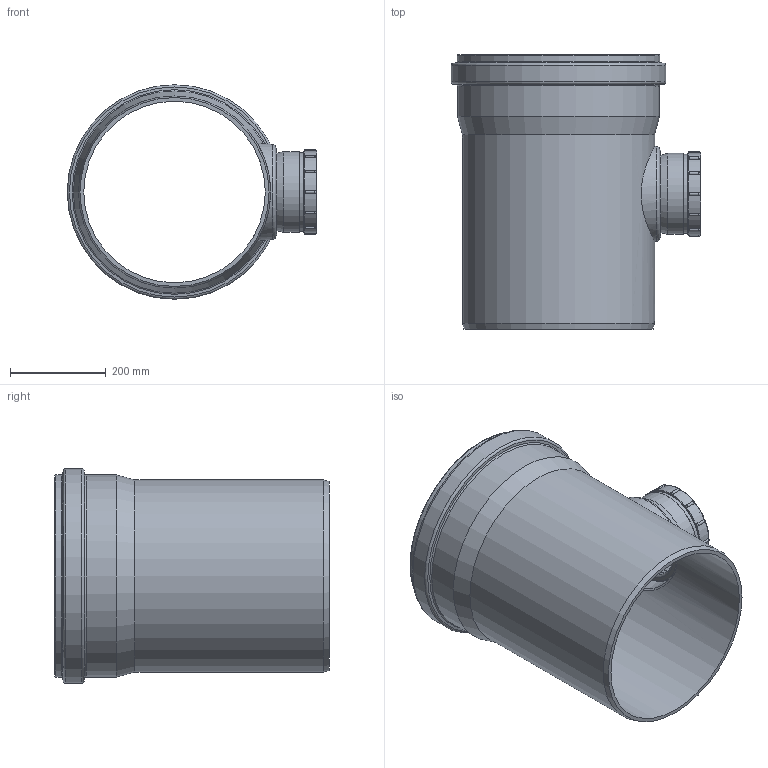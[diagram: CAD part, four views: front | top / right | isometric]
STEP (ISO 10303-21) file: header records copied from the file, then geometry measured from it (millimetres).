
FILE_DESCRIPTION(/* description */ (''),/* implementation_level */ '2;1');
FILE_NAME(/* name */ '826600 KGRE Reinigungsrohr, rund DN_OD 400.stp',/* time_stamp */ '2017-05-22T13:46:29+02:00',/* author */ ('user1'),/* organization */ (''),/* preprocessor_version */ 'ST-DEVELOPER v16.1',/* originating_system */ 'Autodesk Inventor 2016',/* authorisation */ '');
FILE_SCHEMA (('AUTOMOTIVE_DESIGN { 1 0 10303 214 3 1 1 }'));
Length unit declared in the file: millimetre
Products named in the file (5): 826600 KGRE Reinigungsrohr, rund DN_OD 400; 826600 KGRE Reinigungsrohr, rund DN_OD 400 Dichtung; 826600 KGRE Reinigungsrohr, rund DN_OD 400 Abzweig; 826600 KGRE Reinigungsrohr, rund DN_OD 400 Deckel; 826600 KGRE Reinigungsrohr, rund DN_OD 400_1
Assembly tree (4 placements, depth 2):
  826600 KGRE Reinigungsrohr, rund DN_OD 400_1
    826600 KGRE Reinigungsrohr, rund DN_OD 400
    826600 KGRE Reinigungsrohr, rund DN_OD 400 Dichtung
    826600 KGRE Reinigungsrohr, rund DN_OD 400 Abzweig
    826600 KGRE Reinigungsrohr, rund DN_OD 400 Deckel
Bounding box: 520 x 572 x 447.1 mm (x, y, z)
Volume: 7993666.9 mm3; surface area: 1702854.8 mm2
Topology: 4 solids, 4 shells, 206 faces, 438 edges, 276 vertices
Faces by surface type: cylinder 91, plane 63, bspline 25, torus 15, cone 12
Full cylindrical faces by diameter (mm): 152 x1, 160 x2, 161 x1, 165 x2, 169 x1, 170 x2, 182 x2, 378.35 x1, 400.35 x1, 402 x1, 402.4 x1, 421.1 x1, 421.4 x1, 429.1 x1, 447.1 x1
Entity records: 6044 total; most frequent: CARTESIAN_POINT 1897, DIRECTION 918, ORIENTED_EDGE 700, AXIS2_PLACEMENT_3D 397, EDGE_CURVE 350, EDGE_LOOP 267, FACE_OUTER_BOUND 206, CIRCLE 206
